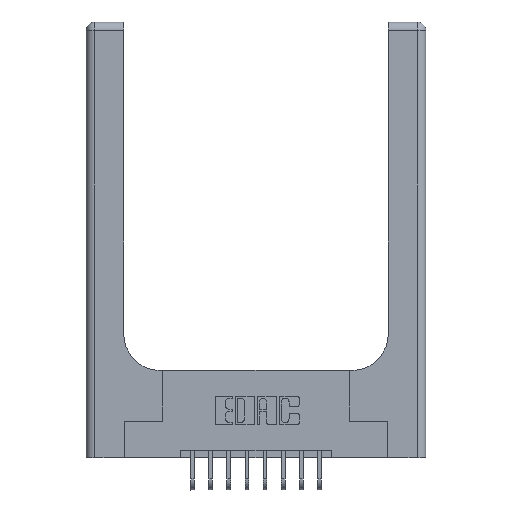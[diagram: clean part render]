
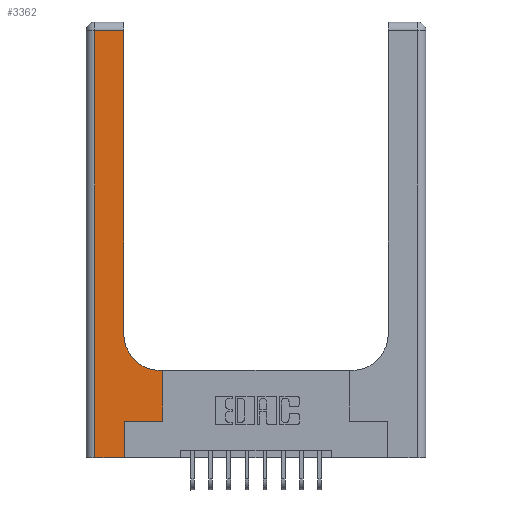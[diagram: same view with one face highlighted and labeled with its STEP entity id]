
A CAD part, top view. The second image highlights one B-rep face of the part: STEP entity #3362.
In plain terms, the highlighted planar face has unit normal (0, 0, 1).
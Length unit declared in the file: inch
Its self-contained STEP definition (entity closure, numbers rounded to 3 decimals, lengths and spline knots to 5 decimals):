
#217 = CARTESIAN_POINT ( 'NONE',  ( 0.26, 0.85, 0.37 ) ) ;
#653 = CARTESIAN_POINT ( 'NONE',  ( 0.26, 3., 0.37 ) ) ;
#733 = CARTESIAN_POINT ( 'NONE',  ( 0.26, 2.94, 0.37 ) ) ;
#1000 = EDGE_CURVE ( 'NONE', #1117, #16708, #10788, .T. ) ;
#1009 = DIRECTION ( 'NONE',  ( -1., 0., 0. ) ) ;
#1074 = EDGE_CURVE ( 'NONE', #15683, #1117, #11205, .T. ) ;
#1084 = EDGE_CURVE ( 'NONE', #16311, #11378, #6502, .T. ) ;
#1117 = VERTEX_POINT ( 'NONE', #9887 ) ;
#1250 = VECTOR ( 'NONE', #5923, 39.37008 ) ;
#1303 = CARTESIAN_POINT ( 'NONE',  ( 0.528, 0.25, 0.37 ) ) ;
#1668 = DIRECTION ( 'NONE',  ( 1., 0., 0. ) ) ;
#2008 = CIRCLE ( 'NONE', #15770, 0.25 ) ;
#2090 = CARTESIAN_POINT ( 'NONE',  ( 0.51, 0.6, 0.37 ) ) ;
#3209 = DIRECTION ( 'NONE',  ( 1., 0., 0. ) ) ;
#3362 = ADVANCED_FACE ( 'NONE', ( #4973 ), #7388, .F. ) ;
#4095 = LINE ( 'NONE', #10170, #4298 ) ;
#4270 = LINE ( 'NONE', #14340, #15042 ) ;
#4298 = VECTOR ( 'NONE', #11267, 39.37008 ) ;
#4372 = EDGE_CURVE ( 'NONE', #6740, #15683, #5229, .T. ) ;
#4422 = ORIENTED_EDGE ( 'NONE', *, *, #1084, .T. ) ;
#4569 = LINE ( 'NONE', #12559, #10448 ) ;
#4667 = ORIENTED_EDGE ( 'NONE', *, *, #12489, .T. ) ;
#4973 = FACE_OUTER_BOUND ( 'NONE', #16468, .T. ) ;
#5205 = DIRECTION ( 'NONE',  ( -1., 0., 0. ) ) ;
#5229 = LINE ( 'NONE', #8909, #7003 ) ;
#5324 = EDGE_CURVE ( 'NONE', #12437, #6740, #4569, .T. ) ;
#5448 = CARTESIAN_POINT ( 'NONE',  ( 0.528, 0.25, 0.37 ) ) ;
#5457 = VERTEX_POINT ( 'NONE', #2090 ) ;
#5744 = VERTEX_POINT ( 'NONE', #16231 ) ;
#5923 = DIRECTION ( 'NONE',  ( 0., 1., 0. ) ) ;
#6000 = EDGE_CURVE ( 'NONE', #16708, #5744, #9796, .T. ) ;
#6108 = ORIENTED_EDGE ( 'NONE', *, *, #4372, .T. ) ;
#6225 = ORIENTED_EDGE ( 'NONE', *, *, #6000, .T. ) ;
#6502 = LINE ( 'NONE', #653, #1250 ) ;
#6740 = VERTEX_POINT ( 'NONE', #16567 ) ;
#6959 = EDGE_CURVE ( 'NONE', #11378, #12437, #4270, .T. ) ;
#7003 = VECTOR ( 'NONE', #14052, 39.37008 ) ;
#7126 = CARTESIAN_POINT ( 'NONE',  ( 0.51, 0.85, 0.37 ) ) ;
#7388 = PLANE ( 'NONE',  #8203 ) ;
#8102 = CARTESIAN_POINT ( 'NONE',  ( 0.265, 0.25, 0.37 ) ) ;
#8203 = AXIS2_PLACEMENT_3D ( 'NONE', #11341, #9869, #1009 ) ;
#8909 = CARTESIAN_POINT ( 'NONE',  ( 0., 0., 0.37 ) ) ;
#9796 = LINE ( 'NONE', #1303, #13467 ) ;
#9869 = DIRECTION ( 'NONE',  ( 0., 0., -1. ) ) ;
#9887 = CARTESIAN_POINT ( 'NONE',  ( 0.265, 0.25, 0.37 ) ) ;
#9897 = ORIENTED_EDGE ( 'NONE', *, *, #1000, .T. ) ;
#10170 = CARTESIAN_POINT ( 'NONE',  ( 0.26, 0.6, 0.37 ) ) ;
#10448 = VECTOR ( 'NONE', #13962, 39.37008 ) ;
#10761 = EDGE_CURVE ( 'NONE', #5457, #16311, #2008, .T. ) ;
#10788 = LINE ( 'NONE', #8102, #13452 ) ;
#10833 = ORIENTED_EDGE ( 'NONE', *, *, #1074, .T. ) ;
#10958 = DIRECTION ( 'NONE',  ( 0., 0., -1. ) ) ;
#11205 = LINE ( 'NONE', #14790, #13671 ) ;
#11267 = DIRECTION ( 'NONE',  ( -1., 0., 0. ) ) ;
#11341 = CARTESIAN_POINT ( 'NONE',  ( 0., 3., 0.37 ) ) ;
#11378 = VERTEX_POINT ( 'NONE', #733 ) ;
#11590 = CARTESIAN_POINT ( 'NONE',  ( 0.06, 2.94, 0.37 ) ) ;
#11927 = ORIENTED_EDGE ( 'NONE', *, *, #6959, .T. ) ;
#12064 = CARTESIAN_POINT ( 'NONE',  ( 0.265, 0., 0.37 ) ) ;
#12241 = DIRECTION ( 'NONE',  ( 0., 1., 0. ) ) ;
#12401 = ORIENTED_EDGE ( 'NONE', *, *, #10761, .T. ) ;
#12437 = VERTEX_POINT ( 'NONE', #11590 ) ;
#12489 = EDGE_CURVE ( 'NONE', #5744, #5457, #4095, .T. ) ;
#12559 = CARTESIAN_POINT ( 'NONE',  ( 0.06, 3., 0.37 ) ) ;
#13138 = DIRECTION ( 'NONE',  ( 0., 1., 0. ) ) ;
#13452 = VECTOR ( 'NONE', #1668, 39.37008 ) ;
#13467 = VECTOR ( 'NONE', #13138, 39.37008 ) ;
#13671 = VECTOR ( 'NONE', #12241, 39.37008 ) ;
#13962 = DIRECTION ( 'NONE',  ( 0., -1., 0. ) ) ;
#14052 = DIRECTION ( 'NONE',  ( 1., 0., 0. ) ) ;
#14340 = CARTESIAN_POINT ( 'NONE',  ( 0., 2.94, 0.37 ) ) ;
#14790 = CARTESIAN_POINT ( 'NONE',  ( 0.265, 0., 0.37 ) ) ;
#14929 = ORIENTED_EDGE ( 'NONE', *, *, #5324, .T. ) ;
#15042 = VECTOR ( 'NONE', #5205, 39.37008 ) ;
#15683 = VERTEX_POINT ( 'NONE', #12064 ) ;
#15770 = AXIS2_PLACEMENT_3D ( 'NONE', #7126, #10958, #3209 ) ;
#16231 = CARTESIAN_POINT ( 'NONE',  ( 0.528, 0.6, 0.37 ) ) ;
#16311 = VERTEX_POINT ( 'NONE', #217 ) ;
#16468 = EDGE_LOOP ( 'NONE', ( #4422, #11927, #14929, #6108, #10833, #9897, #6225, #4667, #12401 ) ) ;
#16567 = CARTESIAN_POINT ( 'NONE',  ( 0.06, 0., 0.37 ) ) ;
#16708 = VERTEX_POINT ( 'NONE', #5448 ) ;
